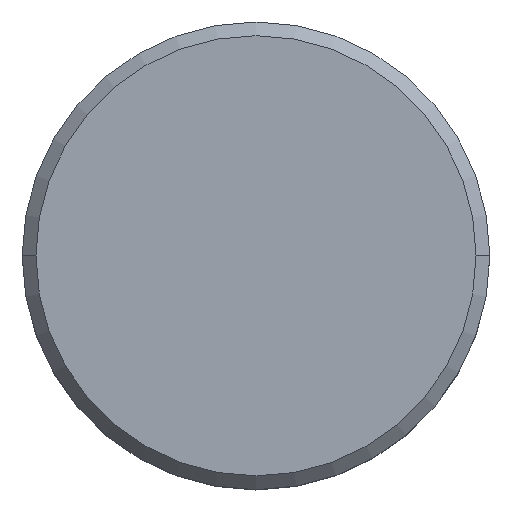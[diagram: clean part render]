
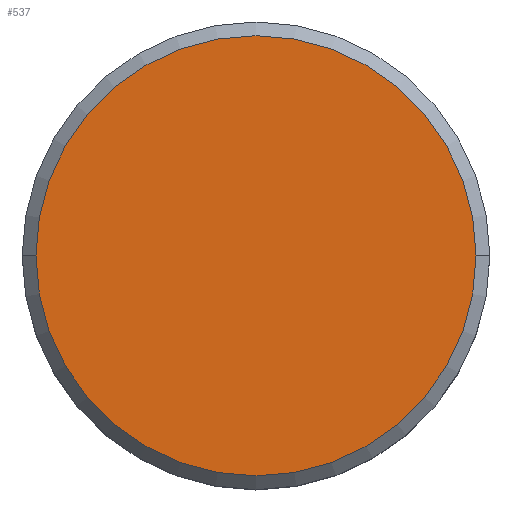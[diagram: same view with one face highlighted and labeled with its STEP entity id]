
A CAD part, top view. The second image highlights one B-rep face of the part: STEP entity #537.
In plain terms, the highlighted planar face has unit normal (0, 0, 1).
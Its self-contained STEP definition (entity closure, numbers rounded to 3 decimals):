
#10 = VERTEX_POINT ( 'NONE', #430 ) ;
#13 = AXIS2_PLACEMENT_3D ( 'NONE', #127, #298, #435 ) ;
#23 = CARTESIAN_POINT ( 'NONE',  ( -8., 0., 0. ) ) ;
#36 = EDGE_CURVE ( 'NONE', #10, #407, #271, .T. ) ;
#55 = AXIS2_PLACEMENT_3D ( 'NONE', #87, #267, #547 ) ;
#87 = CARTESIAN_POINT ( 'NONE',  ( 0., 0., 0. ) ) ;
#98 = EDGE_CURVE ( 'NONE', #407, #10, #102, .T. ) ;
#102 = CIRCLE ( 'NONE', #55, 8. ) ;
#127 = CARTESIAN_POINT ( 'NONE',  ( 0., 0., 0. ) ) ;
#130 = PLANE ( 'NONE',  #13 ) ;
#267 = DIRECTION ( 'NONE',  ( 0., 0., 1. ) ) ;
#271 = CIRCLE ( 'NONE', #466, 8. ) ;
#298 = DIRECTION ( 'NONE',  ( 0., 0., 1. ) ) ;
#348 = EDGE_LOOP ( 'NONE', ( #516, #465 ) ) ;
#352 = CARTESIAN_POINT ( 'NONE',  ( 0., 0., 0. ) ) ;
#359 = DIRECTION ( 'NONE',  ( 0., 0., 1. ) ) ;
#407 = VERTEX_POINT ( 'NONE', #23 ) ;
#430 = CARTESIAN_POINT ( 'NONE',  ( 8., 0., 0. ) ) ;
#435 = DIRECTION ( 'NONE',  ( 1., 0., 0. ) ) ;
#465 = ORIENTED_EDGE ( 'NONE', *, *, #36, .T. ) ;
#466 = AXIS2_PLACEMENT_3D ( 'NONE', #352, #359, #536 ) ;
#516 = ORIENTED_EDGE ( 'NONE', *, *, #98, .T. ) ;
#534 = FACE_OUTER_BOUND ( 'NONE', #348, .T. ) ;
#536 = DIRECTION ( 'NONE',  ( 1., 0., 0. ) ) ;
#537 = ADVANCED_FACE ( 'NONE', ( #534 ), #130, .T. ) ;
#547 = DIRECTION ( 'NONE',  ( 1., 0., 0. ) ) ;
